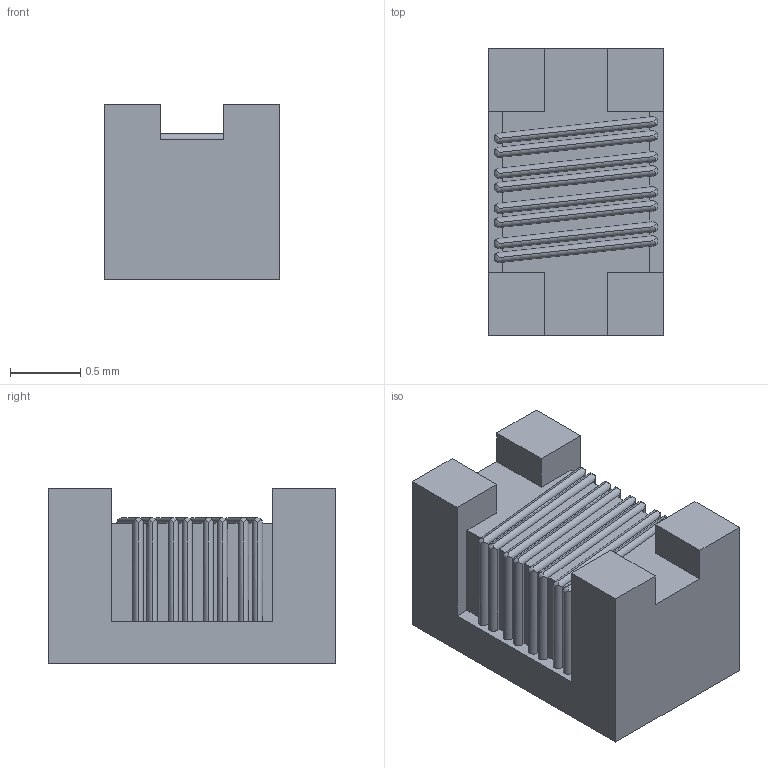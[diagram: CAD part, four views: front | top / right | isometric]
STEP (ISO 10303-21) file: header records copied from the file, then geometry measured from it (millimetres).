
FILE_DESCRIPTION((''),'2;1');
FILE_NAME('SRF2012','2012-08-01T',('ryans'),('Bourns, Inc.'),'PRO/ENGINEER BY PARAMETRIC TECHNOLOGY CORPORATION, 2010100','PRO/ENGINEER BY PARAMETRIC TECHNOLOGY CORPORATION, 2010100','');
FILE_SCHEMA(('CONFIG_CONTROL_DESIGN'));
Length unit declared in the file: millimetre
Products named in the file (1): SRF2012
Bounding box: 1.25 x 2.05 x 1.25 mm (x, y, z)
Volume: 2.6 mm3; surface area: 15.1 mm2
Topology: 1 solids, 1 shells, 142 faces, 388 edges, 248 vertices
Faces by surface type: plane 78, cylinder 64
Entity records: 4778 total; most frequent: CARTESIAN_POINT 1322, ORIENTED_EDGE 776, DIRECTION 608, EDGE_CURVE 388, VECTOR 260, LINE 260, VERTEX_POINT 248, AXIS2_PLACEMENT_3D 174
